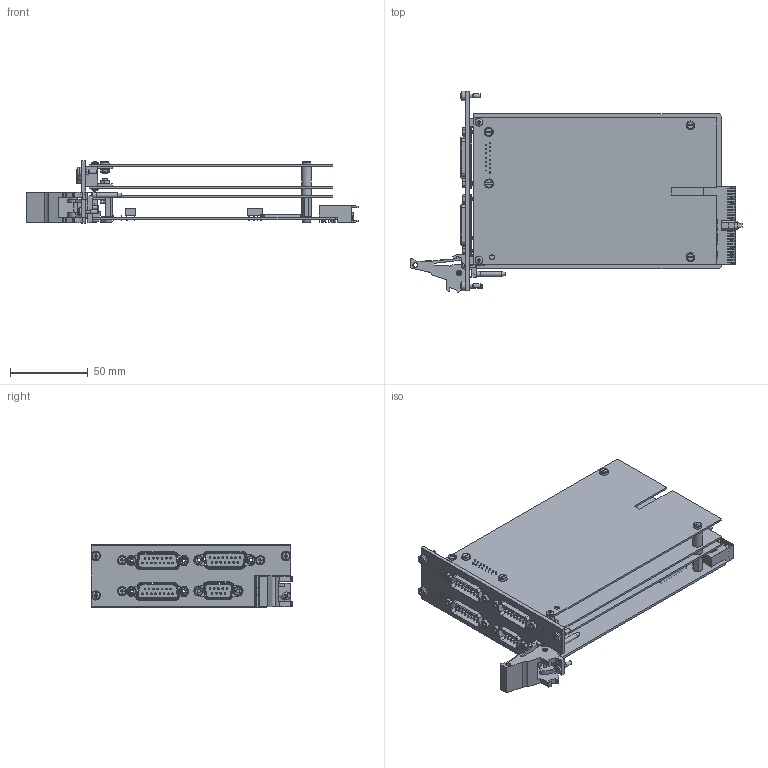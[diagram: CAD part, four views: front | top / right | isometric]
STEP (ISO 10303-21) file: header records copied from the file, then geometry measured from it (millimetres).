
FILE_DESCRIPTION (( 'STEP AP214' ), '1' );
FILE_NAME ('40-262-001 PXI 18Ch PT100 Simulator.STEP', '2013-08-22T14:43:28', ( 'admin' ), ( '' ), 'SwSTEP 2.0', 'SolidWorks 2012', '' );
FILE_SCHEMA (( 'AUTOMOTIVE_DESIGN' ));
Length unit declared in the file: millimetre
Products named in the file (1): 40-262-001 PXI 18Ch PT100 Simulator
Bounding box: 214.01 x 129.87 x 40 mm (x, y, z)
Surface area: 161631.4 mm2 (no closed solid volume)
Topology: 0 solids, 314 shells, 2282 faces, 8516 edges, 6280 vertices
Faces by surface type: plane 1590, cylinder 510, torus 108, cone 63, sphere 11
Full cylindrical faces by diameter (mm): 0.4 x28, 0.6 x134, 1 x2, 1.05 x54, 2 x7, 2.05 x15, 2.5 x5, 2.6 x1, 2.7 x1, 2.8 x1, 3 x5, 3.2 x2, 4.7 x3, 5 x10, 5.3 x3, 5.8 x8, 6 x3, 6.4 x4
Entity records: 117154 total; most frequent: CARTESIAN_POINT 24735, DIRECTION 13455, ORIENTED_EDGE 11390, EDGE_CURVE 7888, VERTEX_POINT 6059, LINE 5469, VECTOR 5469, AXIS2_PLACEMENT_3D 3993
